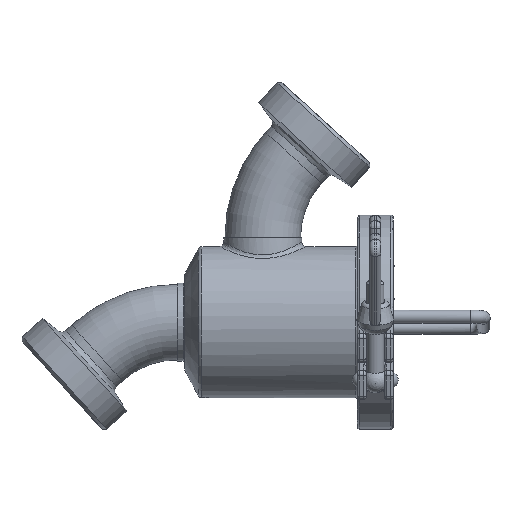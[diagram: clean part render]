
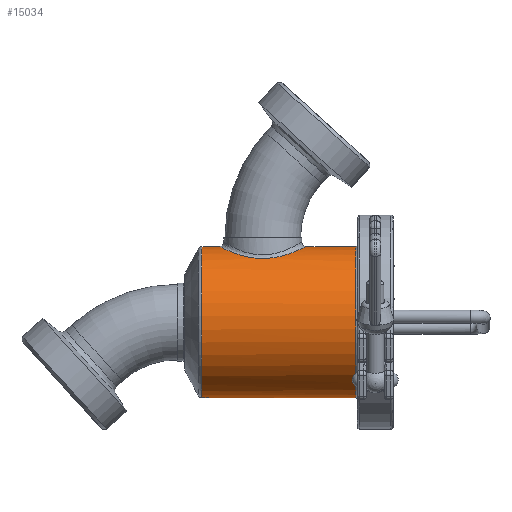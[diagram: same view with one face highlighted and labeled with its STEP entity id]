
A CAD part, front view. The second image highlights one B-rep face of the part: STEP entity #15034.
In plain terms, the highlighted cylindrical face has radius 35 mm (diameter 70 mm), a full revolution.
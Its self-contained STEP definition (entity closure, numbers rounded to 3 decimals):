
#12296=CARTESIAN_POINT('',(-28.059,-34.896,2.698));
#12297=VERTEX_POINT('',#12296);
#12298=CARTESIAN_POINT('',(-28.059,0.,0.));
#12299=DIRECTION('',(-1.,0.0,0.0));
#12300=DIRECTION('',(0.0,-0.997,0.077));
#12301=AXIS2_PLACEMENT_3D('',#12298,#12299,#12300);
#12302=CIRCLE('',#12301,35.);
#12303=EDGE_CURVE('',#12297,#12297,#12302,.T.);
#12908=CARTESIAN_POINT('',(42.928,35.0,0.));
#12909=VERTEX_POINT('',#12908);
#12910=CARTESIAN_POINT('',(42.928,0.0,0.0));
#12911=DIRECTION('',(1.0,0.0,0.0));
#12912=DIRECTION('',(0.0,-1.0,0.0));
#12913=AXIS2_PLACEMENT_3D('',#12910,#12911,#12912);
#12914=CIRCLE('',#12913,35.0);
#12915=EDGE_CURVE('',#12909,#12909,#12914,.T.);
#14764=CARTESIAN_POINT('',(0.,-18.919,29.446));
#14765=VERTEX_POINT('',#14764);
#14936=CARTESIAN_POINT('',(0.,-18.919,29.446));
#14937=CARTESIAN_POINT('',(0.761,-18.919,29.446));
#14938=CARTESIAN_POINT('',(2.286,-18.836,29.5));
#14939=CARTESIAN_POINT('',(4.527,-18.47,29.732));
#14940=CARTESIAN_POINT('',(6.705,-17.866,30.1));
#14941=CARTESIAN_POINT('',(8.761,-17.05,30.572));
#14942=CARTESIAN_POINT('',(10.709,-16.025,31.125));
#14943=CARTESIAN_POINT('',(13.122,-14.395,31.927));
#14944=CARTESIAN_POINT('',(15.369,-12.275,32.821));
#14945=CARTESIAN_POINT('',(17.339,-9.568,33.698));
#14946=CARTESIAN_POINT('',(18.646,-7.036,34.321));
#14947=CARTESIAN_POINT('',(19.558,-4.293,34.774));
#14948=CARTESIAN_POINT('',(20.019,-1.447,35.01));
#14949=CARTESIAN_POINT('',(20.019,1.45,35.01));
#14950=CARTESIAN_POINT('',(19.633,3.821,34.813));
#14951=CARTESIAN_POINT('',(19.101,5.668,34.547));
#14952=CARTESIAN_POINT('',(18.43,7.453,34.218));
#14953=CARTESIAN_POINT('',(17.337,9.573,33.697));
#14954=CARTESIAN_POINT('',(15.926,11.51,33.069));
#14955=CARTESIAN_POINT('',(14.643,12.911,32.537));
#14956=CARTESIAN_POINT('',(13.262,14.214,31.997));
#14957=CARTESIAN_POINT('',(11.725,15.376,31.451));
#14958=CARTESIAN_POINT('',(10.058,16.372,30.938));
#14959=CARTESIAN_POINT('',(7.453,17.687,30.222));
#14960=CARTESIAN_POINT('',(4.072,18.697,29.589));
#14961=CARTESIAN_POINT('',(0.008,18.992,29.399));
#14962=CARTESIAN_POINT('',(-3.038,18.773,29.54));
#14963=CARTESIAN_POINT('',(-5.989,18.126,29.946));
#14964=CARTESIAN_POINT('',(-8.327,17.246,30.463));
#14965=CARTESIAN_POINT('',(-10.076,16.362,30.943));
#14966=CARTESIAN_POINT('',(-11.729,15.373,31.452));
#14967=CARTESIAN_POINT('',(-13.651,13.921,32.135));
#14968=CARTESIAN_POINT('',(-15.328,12.214,32.816));
#14969=CARTESIAN_POINT('',(-16.496,10.727,33.323));
#14970=CARTESIAN_POINT('',(-17.377,9.414,33.721));
#14971=CARTESIAN_POINT('',(-18.219,7.879,34.117));
#14972=CARTESIAN_POINT('',(-18.958,6.125,34.476));
#14973=CARTESIAN_POINT('',(-19.607,3.983,34.799));
#14974=CARTESIAN_POINT('',(-20.019,1.448,35.01));
#14975=CARTESIAN_POINT('',(-20.02,-0.961,35.01));
#14976=CARTESIAN_POINT('',(-19.788,-2.871,34.892));
#14977=CARTESIAN_POINT('',(-19.406,-4.747,34.699));
#14978=CARTESIAN_POINT('',(-18.8,-6.576,34.397));
#14979=CARTESIAN_POINT('',(-17.989,-8.307,34.008));
#14980=CARTESIAN_POINT('',(-17.29,-9.544,33.681));
#14981=CARTESIAN_POINT('',(-16.495,-10.729,33.322));
#14982=CARTESIAN_POINT('',(-15.464,-12.041,32.875));
#14983=CARTESIAN_POINT('',(-14.144,-13.43,32.334));
#14984=CARTESIAN_POINT('',(-12.502,-14.815,31.72));
#14985=CARTESIAN_POINT('',(-10.71,-16.024,31.125));
#14986=CARTESIAN_POINT('',(-8.76,-17.051,30.572));
#14987=CARTESIAN_POINT('',(-6.702,-17.867,30.1));
#14988=CARTESIAN_POINT('',(-3.806,-18.67,29.609));
#14989=CARTESIAN_POINT('',(-1.522,-18.919,29.446));
#14990=CARTESIAN_POINT('',(0.,-18.919,29.446));
#14991=CARTESIAN_POINT('',(0.,-18.919,29.446));
#14992=CARTESIAN_POINT('',(0.,-18.919,29.446));
#14993=CARTESIAN_POINT('',(0.,-18.919,29.446));
#14994=B_SPLINE_CURVE_WITH_KNOTS('',3,(#14936,#14937,#14938,#14939,#14940,#14941,#14942,#14943,#14944,#14945,#14946,#14947,#14948,#14949,#14950,#14951,#14952,#14953,#14954,#14955,#14956,#14957,#14958,#14959,#14960,#14961,#14962,#14963,#14964,#14965,#14966,#14967,#14968,#14969,#14970,#14971,#14972,#14973,#14974,#14975,#14976,#14977,#14978,#14979,#14980,#14981,#14982,#14983,#14984,#14985,#14986,#14987,#14988,#14989,#14990,#14991,#14992,#14993),.UNSPECIFIED.,.T.,.U.,(4,1,1,1,1,1,1,1,1,1,1,1,1,1,1,1,1,1,1,1,1,1,1,1,1,1,1,1,1,1,1,1,1,1,1,1,1,1,1,1,1,1,1,1,1,1,1,1,1,1,1,1,3,4),(-11.085,-10.887,-10.69,-10.492,-10.294,-10.096,-9.898,-9.502,-9.238,-8.974,-8.71,-8.446,-8.182,-7.918,-7.786,-7.654,-7.39,-7.126,-6.994,-6.862,-6.598,-6.466,-6.335,-5.807,-5.543,-5.279,-5.015,-4.751,-4.619,-4.487,-4.223,-3.959,-3.827,-3.695,-3.519,-3.343,-3.167,-2.903,-2.639,-2.507,-2.375,-2.112,-1.98,-1.848,-1.716,-1.584,-1.386,-1.188,-0.99,-0.792,-0.594,-0.396,0.0,0.),.UNSPECIFIED.);
#14995=EDGE_CURVE('',#14765,#14765,#14994,.T.);
#15020=CARTESIAN_POINT('',(0.0,0.0,0.0));
#15021=DIRECTION('',(-1.0,0.0,0.0));
#15022=DIRECTION('',(0.0,-1.0,0.0));
#15023=AXIS2_PLACEMENT_3D('',#15020,#15021,#15022);
#15024=CYLINDRICAL_SURFACE('',#15023,35.);
#15025=ORIENTED_EDGE('',*,*,#12303,.F.);
#15026=EDGE_LOOP('',(#15025));
#15027=FACE_OUTER_BOUND('',#15026,.T.);
#15028=ORIENTED_EDGE('',*,*,#12915,.F.);
#15029=EDGE_LOOP('',(#15028));
#15030=FACE_BOUND('',#15029,.T.);
#15031=ORIENTED_EDGE('',*,*,#14995,.F.);
#15032=EDGE_LOOP('',(#15031));
#15033=FACE_BOUND('',#15032,.T.);
#15034=ADVANCED_FACE('',(#15027,#15030,#15033),#15024,.T.);
